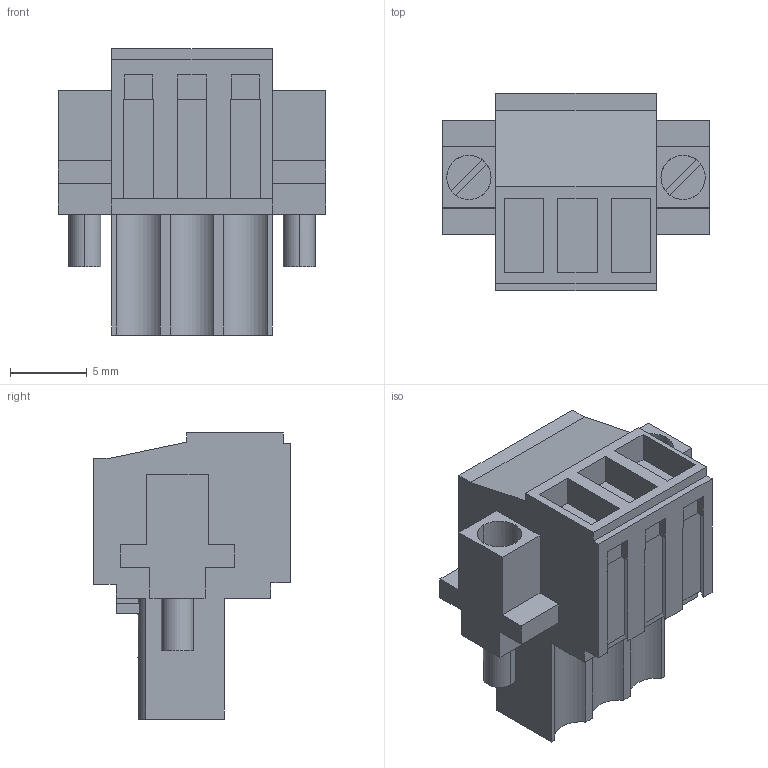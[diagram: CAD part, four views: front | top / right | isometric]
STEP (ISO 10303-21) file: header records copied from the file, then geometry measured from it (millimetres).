
FILE_DESCRIPTION(('CATIA V5R24 STEP','CAx-IF Rec.Pracs.--- Model Styling and Organization---1.2---2011-12-15'),'2;1');
FILE_NAME ('D1453551_0_1615790000_1615790000.stp','2017-05-09T12:57:12+00:00',('none'),('Weidmueller'),'CATIA Version 5-6 Release 2014 SP4 HF52','CATIA V5 STEP AP214','none');
FILE_SCHEMA(('AUTOMOTIVE_DESIGN { 1 0 10303 214 1 1 1 1 }'));
Length unit declared in the file: millimetre
Products named in the file (1): 1615790000
Bounding box: 17.5 x 12.9 x 18.7 mm (x, y, z)
Volume: 1777.4 mm3; surface area: 1947.4 mm2
Topology: 6 solids, 6 shells, 259 faces, 703 edges, 474 vertices
Faces by surface type: plane 221, cylinder 38
Entity records: 8226 total; most frequent: CARTESIAN_POINT 1573, ORIENTED_EDGE 1406, DIRECTION 1138, EDGE_CURVE 703, VECTOR 585, LINE 585, VERTEX_POINT 474, AXIS2_PLACEMENT_3D 328
